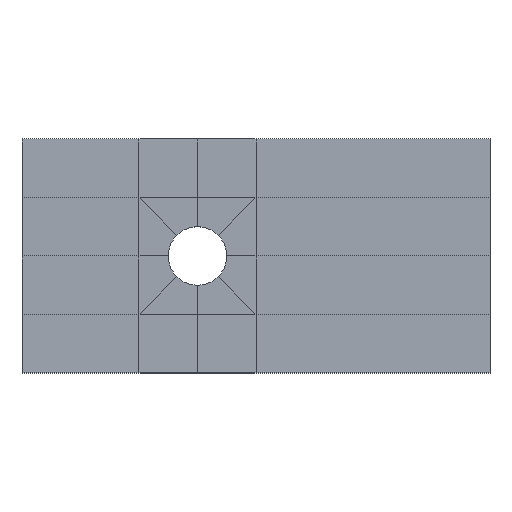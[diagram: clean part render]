
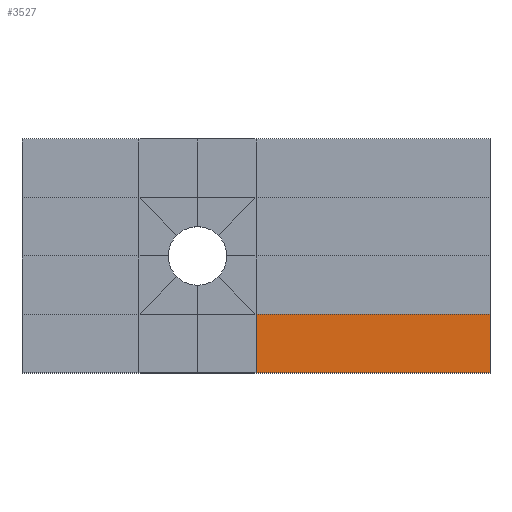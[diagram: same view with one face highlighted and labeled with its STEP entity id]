
A CAD part, top view. The second image highlights one B-rep face of the part: STEP entity #3527.
In plain terms, the highlighted planar face has unit normal (0, 0, 1).
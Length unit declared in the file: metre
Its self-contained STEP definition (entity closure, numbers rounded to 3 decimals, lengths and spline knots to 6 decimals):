
#2327 = VERTEX_POINT('',#2328);
#2328 = CARTESIAN_POINT('',(2.,-2.,1.));
#2546 = VERTEX_POINT('',#2547);
#2547 = CARTESIAN_POINT('',(2.,-4.,1.));
#2554 = PLANE('',#2555);
#2555 = AXIS2_PLACEMENT_3D('',#2556,#2557,#2558);
#2556 = CARTESIAN_POINT('',(-6.,-4.,1.));
#2557 = DIRECTION('',(0.,0.,1.));
#2558 = DIRECTION('',(1.,0.,-0.));
#2578 = EDGE_CURVE('',#2546,#2327,#2579,.T.);
#2579 = SURFACE_CURVE('',#2580,(#2584,#2591),.PCURVE_S1.);
#2580 = LINE('',#2581,#2582);
#2581 = CARTESIAN_POINT('',(2.,0.,1.));
#2582 = VECTOR('',#2583,1.);
#2583 = DIRECTION('',(-0.,1.,0.));
#2584 = PCURVE('',#2554,#2585);
#2585 = DEFINITIONAL_REPRESENTATION('',(#2586),#2590);
#2586 = LINE('',#2587,#2588);
#2587 = CARTESIAN_POINT('',(8.,4.));
#2588 = VECTOR('',#2589,1.);
#2589 = DIRECTION('',(0.,1.));
#2590 = ( GEOMETRIC_REPRESENTATION_CONTEXT(2) 
PARAMETRIC_REPRESENTATION_CONTEXT() REPRESENTATION_CONTEXT('2D SPACE',''
  ) );
#2591 = PCURVE('',#2592,#2597);
#2592 = PLANE('',#2593);
#2593 = AXIS2_PLACEMENT_3D('',#2594,#2595,#2596);
#2594 = CARTESIAN_POINT('',(2.,4.,-1.));
#2595 = DIRECTION('',(1.,0.,-0.));
#2596 = DIRECTION('',(0.,-1.,0.));
#2597 = DEFINITIONAL_REPRESENTATION('',(#2598),#2602);
#2598 = LINE('',#2599,#2600);
#2599 = CARTESIAN_POINT('',(4.,-2.));
#2600 = VECTOR('',#2601,1.);
#2601 = DIRECTION('',(-1.,-0.));
#2602 = ( GEOMETRIC_REPRESENTATION_CONTEXT(2) 
PARAMETRIC_REPRESENTATION_CONTEXT() REPRESENTATION_CONTEXT('2D SPACE',''
  ) );
#3527 = ADVANCED_FACE('',(#3528),#3541,.T.);
#3528 = FACE_BOUND('',#3529,.T.);
#3529 = EDGE_LOOP('',(#3530,#3531,#3564,#3592));
#3530 = ORIENTED_EDGE('',*,*,#2578,.F.);
#3531 = ORIENTED_EDGE('',*,*,#3532,.T.);
#3532 = EDGE_CURVE('',#2546,#3533,#3535,.T.);
#3533 = VERTEX_POINT('',#3534);
#3534 = CARTESIAN_POINT('',(10.,-4.,1.));
#3535 = SURFACE_CURVE('',#3536,(#3540,#3552),.PCURVE_S1.);
#3536 = LINE('',#3537,#3538);
#3537 = CARTESIAN_POINT('',(-6.,-4.,1.));
#3538 = VECTOR('',#3539,1.);
#3539 = DIRECTION('',(1.,0.,-0.));
#3540 = PCURVE('',#3541,#3546);
#3541 = PLANE('',#3542);
#3542 = AXIS2_PLACEMENT_3D('',#3543,#3544,#3545);
#3543 = CARTESIAN_POINT('',(-6.,-4.,1.));
#3544 = DIRECTION('',(0.,0.,1.));
#3545 = DIRECTION('',(1.,0.,-0.));
#3546 = DEFINITIONAL_REPRESENTATION('',(#3547),#3551);
#3547 = LINE('',#3548,#3549);
#3548 = CARTESIAN_POINT('',(0.,0.));
#3549 = VECTOR('',#3550,1.);
#3550 = DIRECTION('',(1.,0.));
#3551 = ( GEOMETRIC_REPRESENTATION_CONTEXT(2) 
PARAMETRIC_REPRESENTATION_CONTEXT() REPRESENTATION_CONTEXT('2D SPACE',''
  ) );
#3552 = PCURVE('',#3553,#3558);
#3553 = PLANE('',#3554);
#3554 = AXIS2_PLACEMENT_3D('',#3555,#3556,#3557);
#3555 = CARTESIAN_POINT('',(-6.,-4.,0.));
#3556 = DIRECTION('',(-0.,1.,0.));
#3557 = DIRECTION('',(0.,0.,1.));
#3558 = DEFINITIONAL_REPRESENTATION('',(#3559),#3563);
#3559 = LINE('',#3560,#3561);
#3560 = CARTESIAN_POINT('',(1.,0.));
#3561 = VECTOR('',#3562,1.);
#3562 = DIRECTION('',(0.,1.));
#3563 = ( GEOMETRIC_REPRESENTATION_CONTEXT(2) 
PARAMETRIC_REPRESENTATION_CONTEXT() REPRESENTATION_CONTEXT('2D SPACE',''
  ) );
#3564 = ORIENTED_EDGE('',*,*,#3565,.T.);
#3565 = EDGE_CURVE('',#3533,#3566,#3568,.T.);
#3566 = VERTEX_POINT('',#3567);
#3567 = CARTESIAN_POINT('',(10.,-2.,1.));
#3568 = SURFACE_CURVE('',#3569,(#3573,#3580),.PCURVE_S1.);
#3569 = LINE('',#3570,#3571);
#3570 = CARTESIAN_POINT('',(10.,-4.,1.));
#3571 = VECTOR('',#3572,1.);
#3572 = DIRECTION('',(-0.,1.,0.));
#3573 = PCURVE('',#3541,#3574);
#3574 = DEFINITIONAL_REPRESENTATION('',(#3575),#3579);
#3575 = LINE('',#3576,#3577);
#3576 = CARTESIAN_POINT('',(16.,0.));
#3577 = VECTOR('',#3578,1.);
#3578 = DIRECTION('',(0.,1.));
#3579 = ( GEOMETRIC_REPRESENTATION_CONTEXT(2) 
PARAMETRIC_REPRESENTATION_CONTEXT() REPRESENTATION_CONTEXT('2D SPACE',''
  ) );
#3580 = PCURVE('',#3581,#3586);
#3581 = PLANE('',#3582);
#3582 = AXIS2_PLACEMENT_3D('',#3583,#3584,#3585);
#3583 = CARTESIAN_POINT('',(10.,-4.,0.));
#3584 = DIRECTION('',(1.,0.,-0.));
#3585 = DIRECTION('',(0.,0.,1.));
#3586 = DEFINITIONAL_REPRESENTATION('',(#3587),#3591);
#3587 = LINE('',#3588,#3589);
#3588 = CARTESIAN_POINT('',(1.,0.));
#3589 = VECTOR('',#3590,1.);
#3590 = DIRECTION('',(0.,-1.));
#3591 = ( GEOMETRIC_REPRESENTATION_CONTEXT(2) 
PARAMETRIC_REPRESENTATION_CONTEXT() REPRESENTATION_CONTEXT('2D SPACE',''
  ) );
#3592 = ORIENTED_EDGE('',*,*,#3593,.T.);
#3593 = EDGE_CURVE('',#3566,#2327,#3594,.T.);
#3594 = SURFACE_CURVE('',#3595,(#3599,#3606),.PCURVE_S1.);
#3595 = LINE('',#3596,#3597);
#3596 = CARTESIAN_POINT('',(-6.,-2.,1.));
#3597 = VECTOR('',#3598,1.);
#3598 = DIRECTION('',(-1.,0.,0.));
#3599 = PCURVE('',#3541,#3600);
#3600 = DEFINITIONAL_REPRESENTATION('',(#3601),#3605);
#3601 = LINE('',#3602,#3603);
#3602 = CARTESIAN_POINT('',(0.,2.));
#3603 = VECTOR('',#3604,1.);
#3604 = DIRECTION('',(-1.,0.));
#3605 = ( GEOMETRIC_REPRESENTATION_CONTEXT(2) 
PARAMETRIC_REPRESENTATION_CONTEXT() REPRESENTATION_CONTEXT('2D SPACE',''
  ) );
#3606 = PCURVE('',#3607,#3612);
#3607 = PLANE('',#3608);
#3608 = AXIS2_PLACEMENT_3D('',#3609,#3610,#3611);
#3609 = CARTESIAN_POINT('',(-6.,-2.,-1.));
#3610 = DIRECTION('',(0.,1.,0.));
#3611 = DIRECTION('',(1.,0.,0.));
#3612 = DEFINITIONAL_REPRESENTATION('',(#3613),#3617);
#3613 = LINE('',#3614,#3615);
#3614 = CARTESIAN_POINT('',(0.,-2.));
#3615 = VECTOR('',#3616,1.);
#3616 = DIRECTION('',(-1.,0.));
#3617 = ( GEOMETRIC_REPRESENTATION_CONTEXT(2) 
PARAMETRIC_REPRESENTATION_CONTEXT() REPRESENTATION_CONTEXT('2D SPACE',''
  ) );
